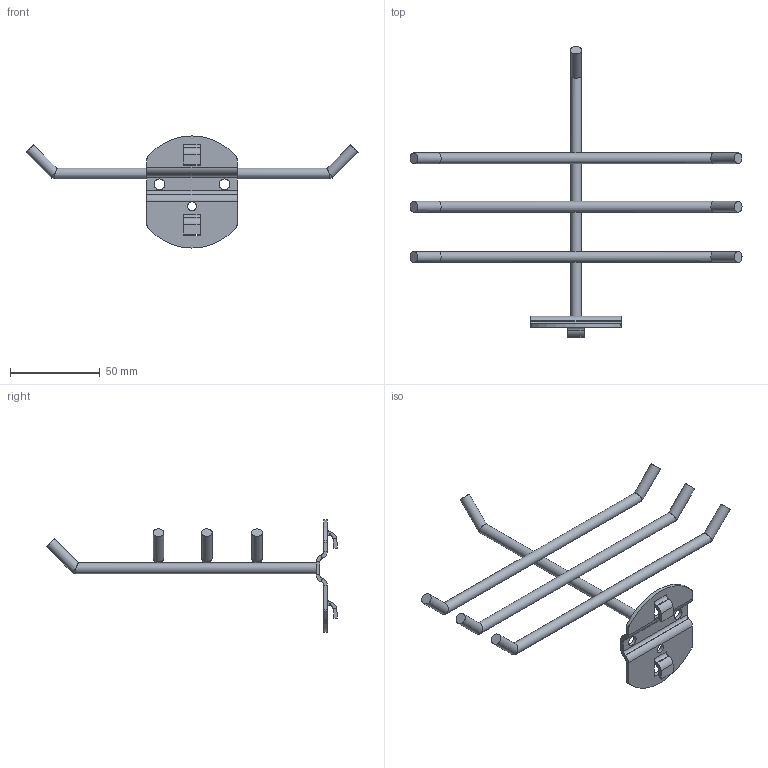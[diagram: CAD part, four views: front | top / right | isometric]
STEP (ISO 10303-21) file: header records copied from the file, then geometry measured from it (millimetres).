
FILE_DESCRIPTION((''),'2;1');
FILE_NAME('86510.stp','2020-12-17T11:10:32',('arma03'),(''),'Autodesk Inventor 2013','Autodesk Inventor 2013','');
FILE_SCHEMA(('AUTOMOTIVE_DESIGN { 1 0 10303 214 1 1 1 1 }'));
Length unit declared in the file: millimetre
Products named in the file (1): 86510
Bounding box: 185.13 x 162.27 x 62.51 mm (x, y, z)
Volume: 26505.1 mm3; surface area: 20528.3 mm2
Topology: 4 solids, 4 shells, 110 faces, 232 edges, 129 vertices
Faces by surface type: plane 67, cylinder 36, sphere 7
Full cylindrical faces by diameter (mm): 5 x1, 6 x13
Entity records: 2810 total; most frequent: DIRECTION 520, CARTESIAN_POINT 454, ORIENTED_EDGE 430, EDGE_CURVE 215, AXIS2_PLACEMENT_3D 194, EDGE_LOOP 135, VECTOR 132, LINE 132
